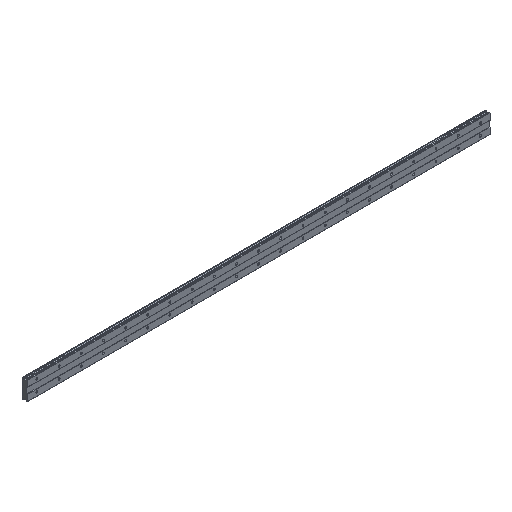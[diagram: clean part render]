
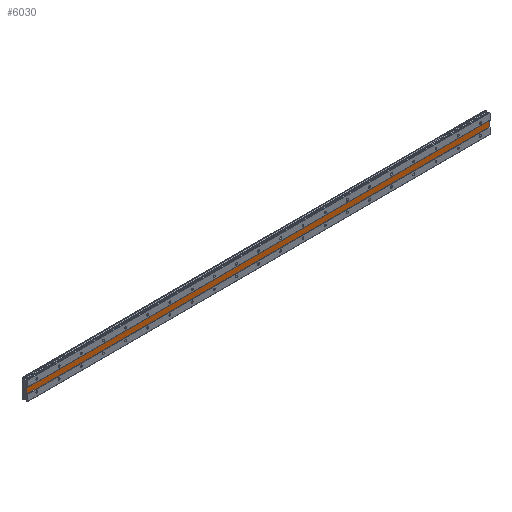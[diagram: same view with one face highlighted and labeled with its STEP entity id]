
A CAD part, isometric view. The second image highlights one B-rep face of the part: STEP entity #6030.
In plain terms, the highlighted planar face has unit normal (0, -1, 0).
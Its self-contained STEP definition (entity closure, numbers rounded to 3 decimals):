
#106 = VECTOR ( 'NONE', #3021, 1000. ) ;
#184 = VECTOR ( 'NONE', #4769, 1000. ) ;
#684 = VERTEX_POINT ( 'NONE', #3816 ) ;
#717 = DIRECTION ( 'NONE',  ( 0., 0., 1. ) ) ;
#1279 = CARTESIAN_POINT ( 'NONE',  ( 1635., 1., 10. ) ) ;
#1405 = AXIS2_PLACEMENT_3D ( 'NONE', #1279, #5944, #717 ) ;
#1453 = ORIENTED_EDGE ( 'NONE', *, *, #4081, .T. ) ;
#1716 = DIRECTION ( 'NONE',  ( 1., 0., 0. ) ) ;
#1850 = EDGE_LOOP ( 'NONE', ( #1453, #4433, #2432, #4852 ) ) ;
#1860 = CARTESIAN_POINT ( 'NONE',  ( -35., 1., -10. ) ) ;
#1862 = FACE_OUTER_BOUND ( 'NONE', #1850, .T. ) ;
#1894 = CARTESIAN_POINT ( 'NONE',  ( -35., 1., 34.482 ) ) ;
#2166 = EDGE_CURVE ( 'NONE', #684, #7544, #7016, .T. ) ;
#2378 = CARTESIAN_POINT ( 'NONE',  ( 1635., 1., 10. ) ) ;
#2432 = ORIENTED_EDGE ( 'NONE', *, *, #2166, .F. ) ;
#2604 = LINE ( 'NONE', #3544, #5952 ) ;
#2945 = CARTESIAN_POINT ( 'NONE',  ( 1635., 1., 34.482 ) ) ;
#3021 = DIRECTION ( 'NONE',  ( 0., 0., -1. ) ) ;
#3045 = EDGE_CURVE ( 'NONE', #7544, #3107, #3670, .T. ) ;
#3065 = VERTEX_POINT ( 'NONE', #1860 ) ;
#3107 = VERTEX_POINT ( 'NONE', #3679 ) ;
#3125 = LINE ( 'NONE', #1894, #106 ) ;
#3544 = CARTESIAN_POINT ( 'NONE',  ( 1635., 1., -10. ) ) ;
#3670 = LINE ( 'NONE', #2945, #184 ) ;
#3679 = CARTESIAN_POINT ( 'NONE',  ( 1635., 1., -10. ) ) ;
#3816 = CARTESIAN_POINT ( 'NONE',  ( -35., 1., 10. ) ) ;
#4081 = EDGE_CURVE ( 'NONE', #3065, #3107, #2604, .T. ) ;
#4433 = ORIENTED_EDGE ( 'NONE', *, *, #3045, .F. ) ;
#4700 = EDGE_CURVE ( 'NONE', #684, #3065, #3125, .T. ) ;
#4769 = DIRECTION ( 'NONE',  ( 0., 0., -1. ) ) ;
#4852 = ORIENTED_EDGE ( 'NONE', *, *, #4700, .T. ) ;
#5234 = VECTOR ( 'NONE', #1716, 1000. ) ;
#5944 = DIRECTION ( 'NONE',  ( 0., 1., 0. ) ) ;
#5952 = VECTOR ( 'NONE', #6468, 1000. ) ;
#6030 = ADVANCED_FACE ( 'NONE', ( #1862 ), #6516, .F. ) ;
#6094 = CARTESIAN_POINT ( 'NONE',  ( 1635., 1., 10. ) ) ;
#6468 = DIRECTION ( 'NONE',  ( 1., 0., 0. ) ) ;
#6516 = PLANE ( 'NONE',  #1405 ) ;
#7016 = LINE ( 'NONE', #2378, #5234 ) ;
#7544 = VERTEX_POINT ( 'NONE', #6094 ) ;
